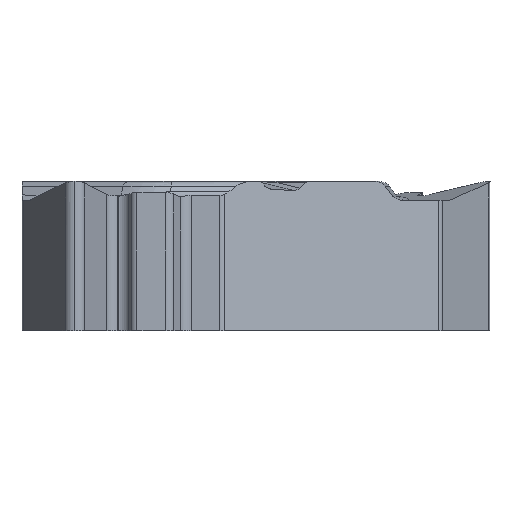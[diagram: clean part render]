
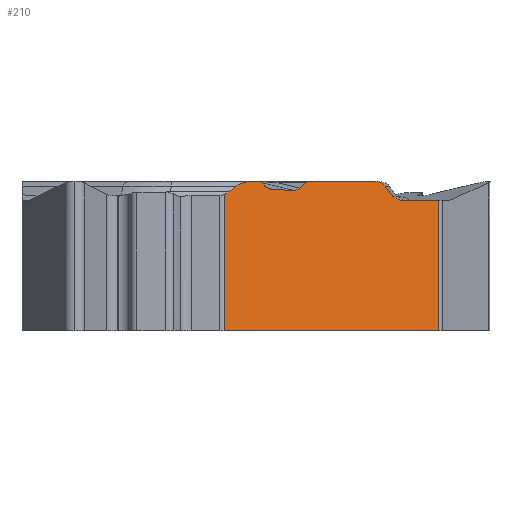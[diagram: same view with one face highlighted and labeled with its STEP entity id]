
A CAD part, front view. The second image highlights one B-rep face of the part: STEP entity #210.
In plain terms, the highlighted planar face has unit normal (0.5, -0.866, 0).
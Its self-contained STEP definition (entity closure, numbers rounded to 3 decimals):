
#210=ADVANCED_FACE('',(#388),#328,.F.);
#328=PLANE('',#2499);
#388=FACE_OUTER_BOUND('',#513,.T.);
#513=EDGE_LOOP('',(#812,#813,#814,#815,#816,#817,#818,#819,#820,#821,#822,
#823,#824,#825,#826,#827,#828,#829,#830));
#648=ELLIPSE('',#2493,0.392,0.32);
#649=ELLIPSE('',#2494,0.377,0.32);
#650=ELLIPSE('',#2495,0.167,0.15);
#651=ELLIPSE('',#2496,0.15,0.15);
#652=ELLIPSE('',#2497,0.64,0.32);
#653=ELLIPSE('',#2498,0.64,0.32);
#812=ORIENTED_EDGE('',*,*,#1719,.F.);
#813=ORIENTED_EDGE('',*,*,#1720,.T.);
#814=ORIENTED_EDGE('',*,*,#1721,.F.);
#815=ORIENTED_EDGE('',*,*,#1722,.T.);
#816=ORIENTED_EDGE('',*,*,#1723,.T.);
#817=ORIENTED_EDGE('',*,*,#1724,.F.);
#818=ORIENTED_EDGE('',*,*,#1725,.F.);
#819=ORIENTED_EDGE('',*,*,#1726,.F.);
#820=ORIENTED_EDGE('',*,*,#1727,.T.);
#821=ORIENTED_EDGE('',*,*,#1728,.T.);
#822=ORIENTED_EDGE('',*,*,#1729,.T.);
#823=ORIENTED_EDGE('',*,*,#1730,.T.);
#824=ORIENTED_EDGE('',*,*,#1731,.T.);
#825=ORIENTED_EDGE('',*,*,#1732,.F.);
#826=ORIENTED_EDGE('',*,*,#1733,.F.);
#827=ORIENTED_EDGE('',*,*,#1734,.F.);
#828=ORIENTED_EDGE('',*,*,#1735,.F.);
#829=ORIENTED_EDGE('',*,*,#1736,.T.);
#830=ORIENTED_EDGE('',*,*,#1737,.T.);
#1472=VERTEX_POINT('',#4152);
#1473=VERTEX_POINT('',#4153);
#1474=VERTEX_POINT('',#4155);
#1475=VERTEX_POINT('',#4157);
#1476=VERTEX_POINT('',#4159);
#1477=VERTEX_POINT('',#4161);
#1478=VERTEX_POINT('',#4163);
#1479=VERTEX_POINT('',#4165);
#1480=VERTEX_POINT('',#4167);
#1481=VERTEX_POINT('',#4169);
#1482=VERTEX_POINT('',#4180);
#1483=VERTEX_POINT('',#4182);
#1484=VERTEX_POINT('',#4196);
#1485=VERTEX_POINT('',#4198);
#1486=VERTEX_POINT('',#4200);
#1487=VERTEX_POINT('',#4202);
#1488=VERTEX_POINT('',#4204);
#1489=VERTEX_POINT('',#4206);
#1490=VERTEX_POINT('',#4208);
#1719=EDGE_CURVE('',#1472,#1473,#2028,.T.);
#1720=EDGE_CURVE('',#1472,#1474,#2029,.T.);
#1721=EDGE_CURVE('',#1475,#1474,#2030,.T.);
#1722=EDGE_CURVE('',#1475,#1476,#648,.T.);
#1723=EDGE_CURVE('',#1476,#1477,#2031,.T.);
#1724=EDGE_CURVE('',#1478,#1477,#649,.T.);
#1725=EDGE_CURVE('',#1479,#1478,#2032,.T.);
#1726=EDGE_CURVE('',#1480,#1479,#650,.T.);
#1727=EDGE_CURVE('',#1480,#1481,#2033,.T.);
#1728=EDGE_CURVE('',#1481,#1482,#2396,.T.);
#1729=EDGE_CURVE('',#1482,#1483,#2034,.T.);
#1730=EDGE_CURVE('',#1483,#1484,#2397,.T.);
#1731=EDGE_CURVE('',#1484,#1485,#2035,.T.);
#1732=EDGE_CURVE('',#1486,#1485,#651,.T.);
#1733=EDGE_CURVE('',#1487,#1486,#2036,.T.);
#1734=EDGE_CURVE('',#1488,#1487,#652,.T.);
#1735=EDGE_CURVE('',#1489,#1488,#2037,.T.);
#1736=EDGE_CURVE('',#1489,#1490,#653,.T.);
#1737=EDGE_CURVE('',#1490,#1473,#2038,.T.);
#2028=LINE('',#4151,#2232);
#2029=LINE('',#4154,#2233);
#2030=LINE('',#4156,#2234);
#2031=LINE('',#4160,#2235);
#2032=LINE('',#4164,#2236);
#2033=LINE('',#4168,#2237);
#2034=LINE('',#4181,#2238);
#2035=LINE('',#4197,#2239);
#2036=LINE('',#4201,#2240);
#2037=LINE('',#4205,#2241);
#2038=LINE('',#4209,#2242);
#2232=VECTOR('',#2855,1.);
#2233=VECTOR('',#2856,1.);
#2234=VECTOR('',#2857,1.);
#2235=VECTOR('',#2860,1.);
#2236=VECTOR('',#2863,1.);
#2237=VECTOR('',#2866,1.);
#2238=VECTOR('',#2867,1.);
#2239=VECTOR('',#2868,1.);
#2240=VECTOR('',#2871,1.);
#2241=VECTOR('',#2874,1.);
#2242=VECTOR('',#2877,1.);
#2396=B_SPLINE_CURVE_WITH_KNOTS('',3,(#4170,#4171,#4172,#4173,#4174,#4175,
#4176,#4177,#4178,#4179),.UNSPECIFIED.,.F.,.F.,(4,3,3,4),(0.,0.474,
0.706,1.),.UNSPECIFIED.);
#2397=B_SPLINE_CURVE_WITH_KNOTS('',3,(#4183,#4184,#4185,#4186,#4187,#4188,
#4189,#4190,#4191,#4192,#4193,#4194,#4195),.UNSPECIFIED.,.F.,.F.,(4,3,3,
3,4),(0.,0.25,0.499,0.746,1.),
 .UNSPECIFIED.);
#2493=AXIS2_PLACEMENT_3D('',#4158,#2858,#2859);
#2494=AXIS2_PLACEMENT_3D('',#4162,#2861,#2862);
#2495=AXIS2_PLACEMENT_3D('',#4166,#2864,#2865);
#2496=AXIS2_PLACEMENT_3D('',#4199,#2869,#2870);
#2497=AXIS2_PLACEMENT_3D('',#4203,#2872,#2873);
#2498=AXIS2_PLACEMENT_3D('',#4207,#2875,#2876);
#2499=AXIS2_PLACEMENT_3D('',#4210,#2878,#2879);
#2855=DIRECTION('',(-0.866,-0.5,0.));
#2856=DIRECTION('',(0.,0.,1.));
#2857=DIRECTION('',(0.866,0.5,0.));
#2858=DIRECTION('',(-0.5,0.866,0.));
#2859=DIRECTION('',(-0.859,-0.496,0.124));
#2860=DIRECTION('',(-0.563,-0.325,0.759));
#2861=DIRECTION('',(-0.5,0.866,0.));
#2862=DIRECTION('',(-0.866,-0.5,0.));
#2863=DIRECTION('',(0.866,0.5,0.));
#2864=DIRECTION('',(-0.5,0.866,0.));
#2865=DIRECTION('',(-0.866,-0.5,0.));
#2866=DIRECTION('',(-0.687,-0.397,-0.608));
#2867=DIRECTION('',(-0.865,-0.499,0.049));
#2868=DIRECTION('',(-0.656,-0.378,0.653));
#2869=DIRECTION('',(-0.5,0.866,0.));
#2870=DIRECTION('',(0.866,0.5,0.));
#2871=DIRECTION('',(0.866,0.5,0.));
#2872=DIRECTION('',(-0.5,0.866,0.));
#2873=DIRECTION('',(-0.866,-0.5,0.));
#2874=DIRECTION('',(0.713,0.412,0.567));
#2875=DIRECTION('',(-0.5,0.866,0.));
#2876=DIRECTION('',(0.866,0.5,0.));
#2877=DIRECTION('',(0.,0.,-1.));
#2878=DIRECTION('',(-0.5,0.866,0.));
#2879=DIRECTION('',(-0.866,-0.5,0.));
#4151=CARTESIAN_POINT('',(8.733,-0.457,-3.97));
#4152=CARTESIAN_POINT('',(6.331,-1.844,-3.97));
#4153=CARTESIAN_POINT('',(0.625,-5.139,-3.97));
#4154=CARTESIAN_POINT('',(6.331,-1.844,0.));
#4155=CARTESIAN_POINT('',(6.331,-1.844,-0.5));
#4156=CARTESIAN_POINT('',(-3.971,-7.792,-0.5));
#4157=CARTESIAN_POINT('',(5.361,-2.404,-0.5));
#4158=CARTESIAN_POINT('',(5.344,-2.414,-0.179));
#4159=CARTESIAN_POINT('',(5.071,-2.571,-0.355));
#4160=CARTESIAN_POINT('',(1.092,-4.869,5.008));
#4161=CARTESIAN_POINT('',(4.906,-2.667,-0.132));
#4162=CARTESIAN_POINT('',(4.641,-2.82,-0.32));
#4163=CARTESIAN_POINT('',(4.641,-2.82,0.));
#4164=CARTESIAN_POINT('',(-3.971,-7.792,0.));
#4165=CARTESIAN_POINT('',(2.884,-3.834,0.));
#4166=CARTESIAN_POINT('',(2.884,-3.834,-0.15));
#4167=CARTESIAN_POINT('',(2.79,-3.888,-0.036));
#4168=CARTESIAN_POINT('',(-1.455,-6.34,-3.792));
#4169=CARTESIAN_POINT('',(2.626,-3.983,-0.181));
#4170=CARTESIAN_POINT('',(2.626,-3.983,-0.181));
#4171=CARTESIAN_POINT('',(2.603,-3.996,-0.201));
#4172=CARTESIAN_POINT('',(2.577,-4.011,-0.217));
#4173=CARTESIAN_POINT('',(2.55,-4.027,-0.227));
#4174=CARTESIAN_POINT('',(2.536,-4.035,-0.232));
#4175=CARTESIAN_POINT('',(2.522,-4.043,-0.236));
#4176=CARTESIAN_POINT('',(2.508,-4.051,-0.238));
#4177=CARTESIAN_POINT('',(2.49,-4.061,-0.242));
#4178=CARTESIAN_POINT('',(2.472,-4.072,-0.243));
#4179=CARTESIAN_POINT('',(2.454,-4.082,-0.242));
#4180=CARTESIAN_POINT('',(2.454,-4.082,-0.242));
#4181=CARTESIAN_POINT('',(8.709,-0.471,-0.593));
#4182=CARTESIAN_POINT('',(1.894,-4.406,-0.21));
#4183=CARTESIAN_POINT('',(1.894,-4.406,-0.21));
#4184=CARTESIAN_POINT('',(1.878,-4.415,-0.209));
#4185=CARTESIAN_POINT('',(1.863,-4.424,-0.207));
#4186=CARTESIAN_POINT('',(1.847,-4.433,-0.203));
#4187=CARTESIAN_POINT('',(1.832,-4.442,-0.199));
#4188=CARTESIAN_POINT('',(1.817,-4.45,-0.194));
#4189=CARTESIAN_POINT('',(1.802,-4.459,-0.187));
#4190=CARTESIAN_POINT('',(1.788,-4.467,-0.18));
#4191=CARTESIAN_POINT('',(1.774,-4.475,-0.172));
#4192=CARTESIAN_POINT('',(1.761,-4.483,-0.163));
#4193=CARTESIAN_POINT('',(1.747,-4.491,-0.153));
#4194=CARTESIAN_POINT('',(1.734,-4.498,-0.142));
#4195=CARTESIAN_POINT('',(1.722,-4.505,-0.13));
#4196=CARTESIAN_POINT('',(1.722,-4.505,-0.13));
#4197=CARTESIAN_POINT('',(5.684,-2.218,-4.079));
#4198=CARTESIAN_POINT('',(1.628,-4.559,-0.036));
#4199=CARTESIAN_POINT('',(1.543,-4.608,-0.15));
#4200=CARTESIAN_POINT('',(1.543,-4.608,0.));
#4201=CARTESIAN_POINT('',(8.733,-0.457,0.));
#4202=CARTESIAN_POINT('',(1.374,-4.706,0.));
#4203=CARTESIAN_POINT('',(1.374,-4.706,-0.32));
#4204=CARTESIAN_POINT('',(0.926,-4.965,-0.132));
#4205=CARTESIAN_POINT('',(6.277,-1.875,4.121));
#4206=CARTESIAN_POINT('',(0.742,-5.071,-0.278));
#4207=CARTESIAN_POINT('',(0.294,-5.33,-0.089));
#4208=CARTESIAN_POINT('',(0.625,-5.139,-0.346));
#4209=CARTESIAN_POINT('',(0.625,-5.139,0.));
#4210=CARTESIAN_POINT('',(8.733,-0.457,0.));
